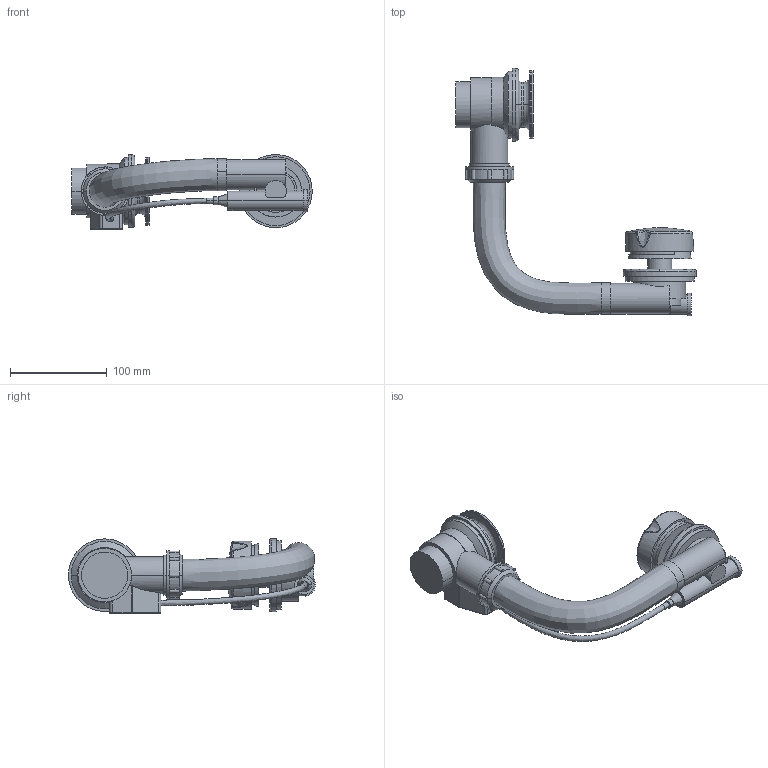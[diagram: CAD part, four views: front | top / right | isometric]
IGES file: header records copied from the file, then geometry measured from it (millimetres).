
Global section: file name: No Iges File Name specified; native system: Autodesk Inventor 2010; preprocessor: AutoDesk Inventor Iges Exporter R2010; author: adaniels; date: 20110325.152547; units: millimetre
Bounding box: 248.15 x 254.95 x 77.25 mm (x, y, z)
Volume: 755709 mm3; surface area: 105159.5 mm2
Topology: 1 solids, 2 shells, 203 faces, 486 edges, 305 vertices
Faces by surface type: cylinder 79, plane 60, revolution 20, bspline 14, torus 14, cone 8, sphere 8
